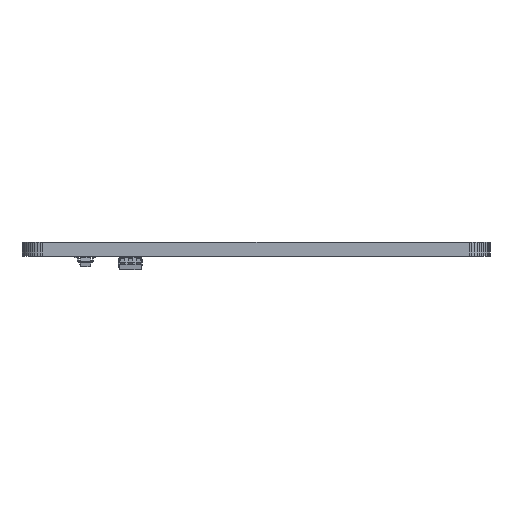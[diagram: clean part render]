
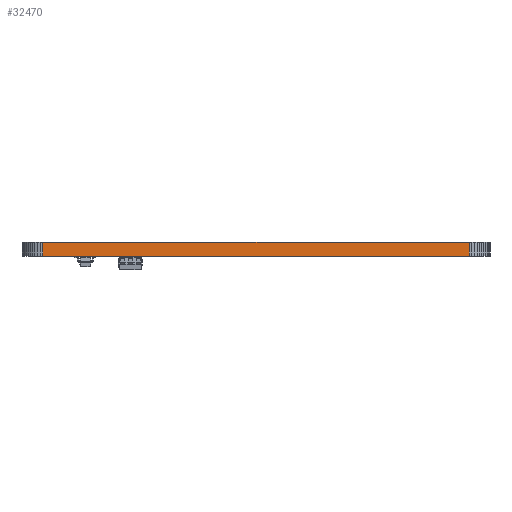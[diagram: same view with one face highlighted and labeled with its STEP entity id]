
A CAD part, left-side view. The second image highlights one B-rep face of the part: STEP entity #32470.
In plain terms, the highlighted planar face has unit normal (-1, 0, 0).
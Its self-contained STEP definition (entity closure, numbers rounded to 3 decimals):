
#13450 = PLANE('',#13451);
#13451 = AXIS2_PLACEMENT_3D('',#13452,#13453,#13454);
#13452 = CARTESIAN_POINT('',(126.206,-71.23,1.65));
#13453 = DIRECTION('',(-0.,-0.,-1.));
#13454 = DIRECTION('',(-1.,0.,0.));
#13504 = PLANE('',#13505);
#13505 = AXIS2_PLACEMENT_3D('',#13506,#13507,#13508);
#13506 = CARTESIAN_POINT('',(126.206,-71.23,0.));
#13507 = DIRECTION('',(-0.,-0.,-1.));
#13508 = DIRECTION('',(-1.,0.,0.));
#14621 = VERTEX_POINT('',#14622);
#14622 = CARTESIAN_POINT('',(76.468,-96.732,0.));
#14636 = PLANE('',#14637);
#14637 = AXIS2_PLACEMENT_3D('',#14638,#14639,#14640);
#14638 = CARTESIAN_POINT('',(76.489,-97.059,0.));
#14639 = DIRECTION('',(-0.998,-0.065,0.));
#14640 = DIRECTION('',(-0.065,0.998,0.));
#14648 = EDGE_CURVE('',#14621,#14649,#14651,.T.);
#14649 = VERTEX_POINT('',#14650);
#14650 = CARTESIAN_POINT('',(76.468,-45.732,0.));
#14651 = SURFACE_CURVE('',#14652,(#14656,#14663),.PCURVE_S1.);
#14652 = LINE('',#14653,#14654);
#14653 = CARTESIAN_POINT('',(76.468,-96.732,0.));
#14654 = VECTOR('',#14655,1.);
#14655 = DIRECTION('',(0.,1.,0.));
#14656 = PCURVE('',#13504,#14657);
#14657 = DEFINITIONAL_REPRESENTATION('',(#14658),#14662);
#14658 = LINE('',#14659,#14660);
#14659 = CARTESIAN_POINT('',(49.739,-25.502));
#14660 = VECTOR('',#14661,1.);
#14661 = DIRECTION('',(0.,1.));
#14662 = ( GEOMETRIC_REPRESENTATION_CONTEXT(2) 
PARAMETRIC_REPRESENTATION_CONTEXT() REPRESENTATION_CONTEXT('2D SPACE',''
  ) );
#14663 = PCURVE('',#14664,#14669);
#14664 = PLANE('',#14665);
#14665 = AXIS2_PLACEMENT_3D('',#14666,#14667,#14668);
#14666 = CARTESIAN_POINT('',(76.468,-96.732,0.));
#14667 = DIRECTION('',(-1.,0.,0.));
#14668 = DIRECTION('',(0.,1.,0.));
#14669 = DEFINITIONAL_REPRESENTATION('',(#14670),#14674);
#14670 = LINE('',#14671,#14672);
#14671 = CARTESIAN_POINT('',(0.,0.));
#14672 = VECTOR('',#14673,1.);
#14673 = DIRECTION('',(1.,0.));
#14674 = ( GEOMETRIC_REPRESENTATION_CONTEXT(2) 
PARAMETRIC_REPRESENTATION_CONTEXT() REPRESENTATION_CONTEXT('2D SPACE',''
  ) );
#14692 = PLANE('',#14693);
#14693 = AXIS2_PLACEMENT_3D('',#14694,#14695,#14696);
#14694 = CARTESIAN_POINT('',(76.468,-45.732,0.));
#14695 = DIRECTION('',(-0.998,0.066,0.));
#14696 = DIRECTION('',(0.066,0.998,0.));
#24354 = VERTEX_POINT('',#24355);
#24355 = CARTESIAN_POINT('',(76.468,-96.732,1.65));
#24376 = EDGE_CURVE('',#24354,#24377,#24379,.T.);
#24377 = VERTEX_POINT('',#24378);
#24378 = CARTESIAN_POINT('',(76.468,-45.732,1.65));
#24379 = SURFACE_CURVE('',#24380,(#24384,#24391),.PCURVE_S1.);
#24380 = LINE('',#24381,#24382);
#24381 = CARTESIAN_POINT('',(76.468,-96.732,1.65));
#24382 = VECTOR('',#24383,1.);
#24383 = DIRECTION('',(0.,1.,0.));
#24384 = PCURVE('',#13450,#24385);
#24385 = DEFINITIONAL_REPRESENTATION('',(#24386),#24390);
#24386 = LINE('',#24387,#24388);
#24387 = CARTESIAN_POINT('',(49.739,-25.502));
#24388 = VECTOR('',#24389,1.);
#24389 = DIRECTION('',(0.,1.));
#24390 = ( GEOMETRIC_REPRESENTATION_CONTEXT(2) 
PARAMETRIC_REPRESENTATION_CONTEXT() REPRESENTATION_CONTEXT('2D SPACE',''
  ) );
#24391 = PCURVE('',#14664,#24392);
#24392 = DEFINITIONAL_REPRESENTATION('',(#24393),#24397);
#24393 = LINE('',#24394,#24395);
#24394 = CARTESIAN_POINT('',(0.,-1.65));
#24395 = VECTOR('',#24396,1.);
#24396 = DIRECTION('',(1.,0.));
#24397 = ( GEOMETRIC_REPRESENTATION_CONTEXT(2) 
PARAMETRIC_REPRESENTATION_CONTEXT() REPRESENTATION_CONTEXT('2D SPACE',''
  ) );
#32420 = EDGE_CURVE('',#14649,#24377,#32421,.T.);
#32421 = SURFACE_CURVE('',#32422,(#32426,#32433),.PCURVE_S1.);
#32422 = LINE('',#32423,#32424);
#32423 = CARTESIAN_POINT('',(76.468,-45.732,0.));
#32424 = VECTOR('',#32425,1.);
#32425 = DIRECTION('',(0.,0.,1.));
#32426 = PCURVE('',#14692,#32427);
#32427 = DEFINITIONAL_REPRESENTATION('',(#32428),#32432);
#32428 = LINE('',#32429,#32430);
#32429 = CARTESIAN_POINT('',(0.,0.));
#32430 = VECTOR('',#32431,1.);
#32431 = DIRECTION('',(0.,-1.));
#32432 = ( GEOMETRIC_REPRESENTATION_CONTEXT(2) 
PARAMETRIC_REPRESENTATION_CONTEXT() REPRESENTATION_CONTEXT('2D SPACE',''
  ) );
#32433 = PCURVE('',#14664,#32434);
#32434 = DEFINITIONAL_REPRESENTATION('',(#32435),#32439);
#32435 = LINE('',#32436,#32437);
#32436 = CARTESIAN_POINT('',(51.,0.));
#32437 = VECTOR('',#32438,1.);
#32438 = DIRECTION('',(0.,-1.));
#32439 = ( GEOMETRIC_REPRESENTATION_CONTEXT(2) 
PARAMETRIC_REPRESENTATION_CONTEXT() REPRESENTATION_CONTEXT('2D SPACE',''
  ) );
#32470 = ADVANCED_FACE('',(#32471),#14664,.T.);
#32471 = FACE_BOUND('',#32472,.T.);
#32472 = EDGE_LOOP('',(#32473,#32494,#32495,#32496));
#32473 = ORIENTED_EDGE('',*,*,#32474,.T.);
#32474 = EDGE_CURVE('',#14621,#24354,#32475,.T.);
#32475 = SURFACE_CURVE('',#32476,(#32480,#32487),.PCURVE_S1.);
#32476 = LINE('',#32477,#32478);
#32477 = CARTESIAN_POINT('',(76.468,-96.732,0.));
#32478 = VECTOR('',#32479,1.);
#32479 = DIRECTION('',(0.,0.,1.));
#32480 = PCURVE('',#14664,#32481);
#32481 = DEFINITIONAL_REPRESENTATION('',(#32482),#32486);
#32482 = LINE('',#32483,#32484);
#32483 = CARTESIAN_POINT('',(0.,0.));
#32484 = VECTOR('',#32485,1.);
#32485 = DIRECTION('',(0.,-1.));
#32486 = ( GEOMETRIC_REPRESENTATION_CONTEXT(2) 
PARAMETRIC_REPRESENTATION_CONTEXT() REPRESENTATION_CONTEXT('2D SPACE',''
  ) );
#32487 = PCURVE('',#14636,#32488);
#32488 = DEFINITIONAL_REPRESENTATION('',(#32489),#32493);
#32489 = LINE('',#32490,#32491);
#32490 = CARTESIAN_POINT('',(0.327,0.));
#32491 = VECTOR('',#32492,1.);
#32492 = DIRECTION('',(0.,-1.));
#32493 = ( GEOMETRIC_REPRESENTATION_CONTEXT(2) 
PARAMETRIC_REPRESENTATION_CONTEXT() REPRESENTATION_CONTEXT('2D SPACE',''
  ) );
#32494 = ORIENTED_EDGE('',*,*,#24376,.T.);
#32495 = ORIENTED_EDGE('',*,*,#32420,.F.);
#32496 = ORIENTED_EDGE('',*,*,#14648,.F.);
